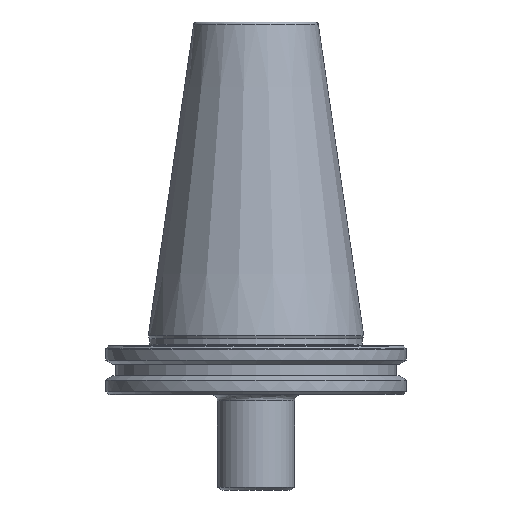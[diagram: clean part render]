
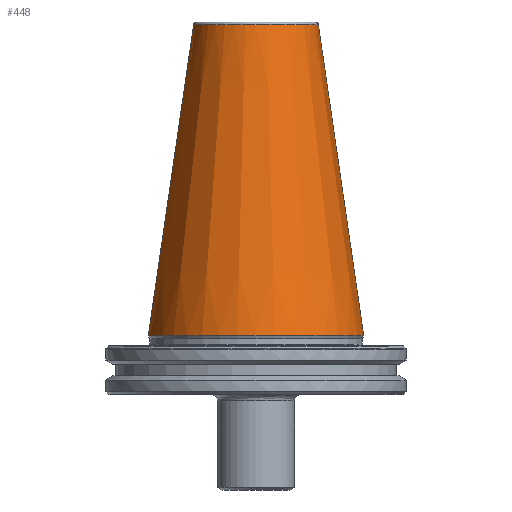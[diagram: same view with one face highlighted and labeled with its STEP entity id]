
A CAD part, front view. The second image highlights one B-rep face of the part: STEP entity #448.
In plain terms, the highlighted conical face has half-angle 8.297 degrees and reference radius 34.925 mm.
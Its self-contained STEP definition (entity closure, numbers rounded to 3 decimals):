
#14 = CARTESIAN_POINT ( 'NONE',  ( -34.925, 0., 0. ) ) ;
#76 = VERTEX_POINT ( 'NONE', #2209 ) ;
#159 = VECTOR ( 'NONE', #2813, 1000. ) ;
#223 = DIRECTION ( 'NONE',  ( -1., 0., 0. ) ) ;
#265 = LINE ( 'NONE', #1945, #159 ) ;
#448 = ADVANCED_FACE ( 'NONE', ( #1649 ), #1866, .T. ) ;
#493 = EDGE_CURVE ( 'NONE', #778, #2748, #2556, .T. ) ;
#503 = CIRCLE ( 'NONE', #2249, 34.925 ) ;
#516 = EDGE_CURVE ( 'NONE', #778, #76, #2343, .T. ) ;
#778 = VERTEX_POINT ( 'NONE', #1307 ) ;
#852 = ORIENTED_EDGE ( 'NONE', *, *, #516, .T. ) ;
#1049 = VERTEX_POINT ( 'NONE', #14 ) ;
#1213 = AXIS2_PLACEMENT_3D ( 'NONE', #2912, #2298, #1972 ) ;
#1230 = AXIS2_PLACEMENT_3D ( 'NONE', #2020, #1332, #2499 ) ;
#1290 = ORIENTED_EDGE ( 'NONE', *, *, #2257, .T. ) ;
#1307 = CARTESIAN_POINT ( 'NONE',  ( 20.211, 0., 100.894 ) ) ;
#1332 = DIRECTION ( 'NONE',  ( 0., 0., -1. ) ) ;
#1403 = CARTESIAN_POINT ( 'NONE',  ( 34.925, 0., 0. ) ) ;
#1649 = FACE_OUTER_BOUND ( 'NONE', #2621, .T. ) ;
#1656 = DIRECTION ( 'NONE',  ( 0., 0., 1. ) ) ;
#1767 = EDGE_CURVE ( 'NONE', #76, #1049, #265, .T. ) ;
#1866 = CONICAL_SURFACE ( 'NONE', #1230, 34.925, 0.145 ) ;
#1945 = CARTESIAN_POINT ( 'NONE',  ( -34.925, 0., 0. ) ) ;
#1972 = DIRECTION ( 'NONE',  ( -1., 0., 0. ) ) ;
#2020 = CARTESIAN_POINT ( 'NONE',  ( 0., 0., 0. ) ) ;
#2209 = CARTESIAN_POINT ( 'NONE',  ( -20.211, 0., 100.894 ) ) ;
#2249 = AXIS2_PLACEMENT_3D ( 'NONE', #2951, #1656, #223 ) ;
#2257 = EDGE_CURVE ( 'NONE', #1049, #2748, #503, .T. ) ;
#2298 = DIRECTION ( 'NONE',  ( 0., 0., -1. ) ) ;
#2332 = ORIENTED_EDGE ( 'NONE', *, *, #493, .F. ) ;
#2343 = CIRCLE ( 'NONE', #1213, 20.211 ) ;
#2412 = ORIENTED_EDGE ( 'NONE', *, *, #1767, .T. ) ;
#2449 = VECTOR ( 'NONE', #2736, 1000. ) ;
#2499 = DIRECTION ( 'NONE',  ( -1., 0., 0. ) ) ;
#2556 = LINE ( 'NONE', #2672, #2449 ) ;
#2621 = EDGE_LOOP ( 'NONE', ( #2332, #852, #2412, #1290 ) ) ;
#2672 = CARTESIAN_POINT ( 'NONE',  ( 34.925, 0., 0. ) ) ;
#2736 = DIRECTION ( 'NONE',  ( 0.144, 0., -0.99 ) ) ;
#2748 = VERTEX_POINT ( 'NONE', #1403 ) ;
#2813 = DIRECTION ( 'NONE',  ( -0.144, 0., -0.99 ) ) ;
#2912 = CARTESIAN_POINT ( 'NONE',  ( 0., 0., 100.894 ) ) ;
#2951 = CARTESIAN_POINT ( 'NONE',  ( 0., 0., 0. ) ) ;
